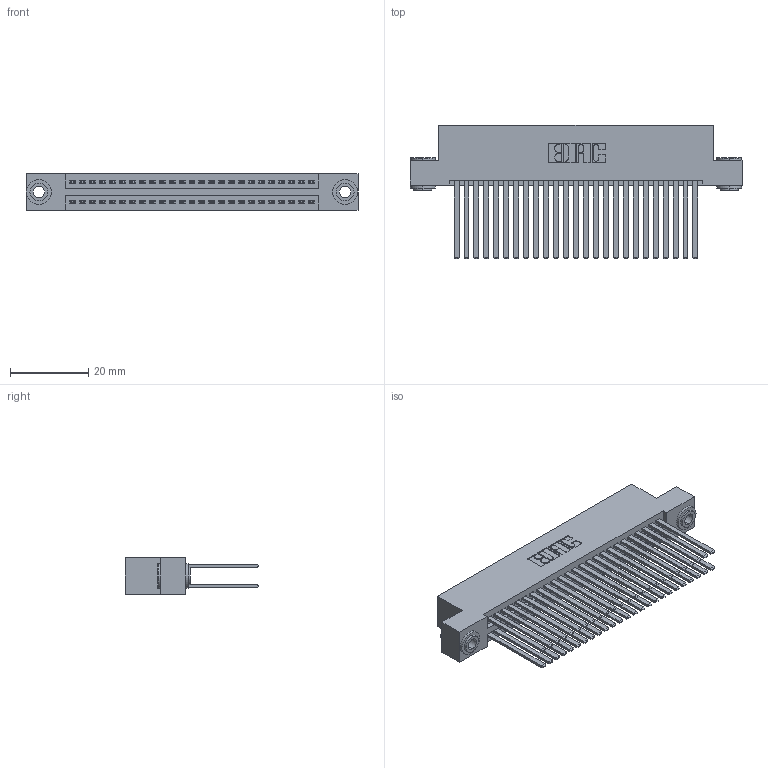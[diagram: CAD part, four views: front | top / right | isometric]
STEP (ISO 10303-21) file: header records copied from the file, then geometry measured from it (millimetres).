
FILE_DESCRIPTION (( 'STEP AP203' ), '1' );
FILE_NAME ('345-050-544-203.STEP', '2019-10-29T12:33:00', ( '' ), ( '' ), 'SwSTEP 2.0', 'SolidWorks 2016', '' );
FILE_SCHEMA (( 'CONFIG_CONTROL_DESIGN' ));
Length unit declared in the file: inch
Products named in the file (4): 345-292-001_345-293-144; 345 Part_Flush Mounting Lugs - 0.156 Dia-TH; 345-050-544-203; 345-250-002_345-250-002-102
Assembly tree (53 placements, depth 2):
  345-050-544-203
    345 Part_Flush Mounting Lugs - 0.156 Dia-TH
    345-292-001_345-293-144  x50
    345-250-002_345-250-002-102  x2
Bounding box: 84.71 x 33.96 x 9.4 mm (x, y, z)
Volume: 8791.2 mm3; surface area: 14924.8 mm2
Topology: 53 solids, 53 shells, 2364 faces, 6967 edges, 4574 vertices
Faces by surface type: plane 1540, cylinder 816, cone 8
Entity records: 22370 total; most frequent: CARTESIAN_POINT 3739, ORIENTED_EDGE 3666, DIRECTION 3347, EDGE_CURVE 1833, VECTOR 1581, LINE 1581, VERTEX_POINT 1218, AXIS2_PLACEMENT_3D 883
